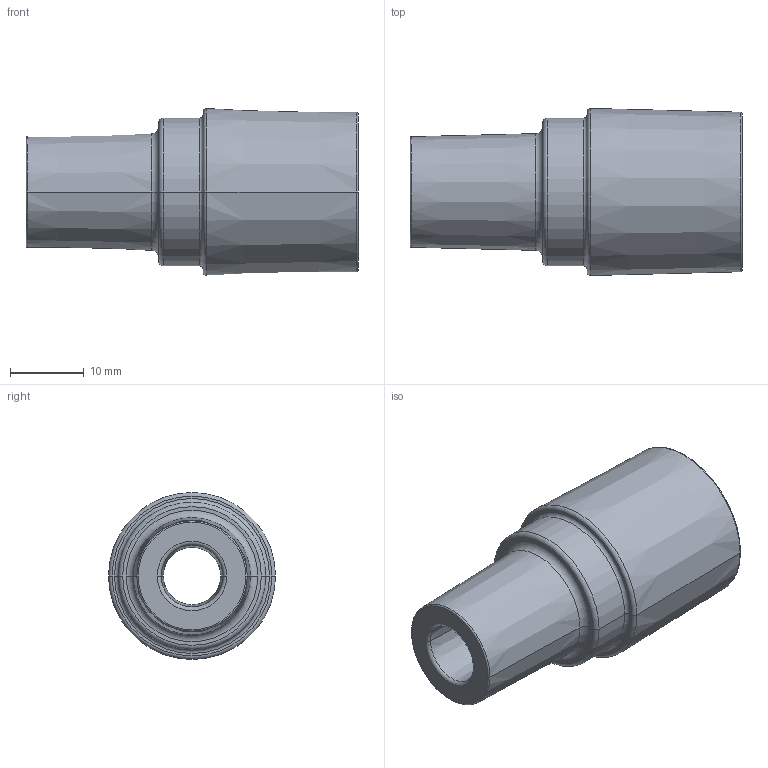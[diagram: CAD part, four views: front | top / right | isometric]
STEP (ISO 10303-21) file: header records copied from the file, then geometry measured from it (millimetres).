
FILE_DESCRIPTION (( 'STEP AP203' ), '1' );
FILE_NAME ('ISO 5356 Reducer M22 F15 - M15 F8,5.STEP', '2020-03-25T04:43:14', ( '' ), ( '' ), 'SwSTEP 2.0', 'SolidWorks 2018', '' );
FILE_SCHEMA (( 'CONFIG_CONTROL_DESIGN' ));
Length unit declared in the file: millimetre
Products named in the file (1): ISO 5356 Reducer M22 F15 - M15 F8,5
Bounding box: 45 x 22.64 x 22.64 mm (x, y, z)
Volume: 7886.2 mm3; surface area: 4858.9 mm2
Topology: 1 solids, 1 shells, 41 faces, 82 edges, 46 vertices
Faces by surface type: torus 20, cone 10, cylinder 6, plane 5
Entity records: 1155 total; most frequent: DIRECTION 232, CARTESIAN_POINT 170, ORIENTED_EDGE 164, AXIS2_PLACEMENT_3D 108, EDGE_CURVE 82, CIRCLE 66, EDGE_LOOP 46, VERTEX_POINT 46
